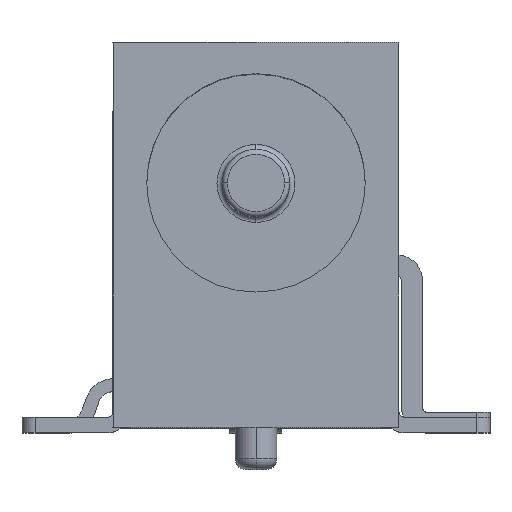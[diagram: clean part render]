
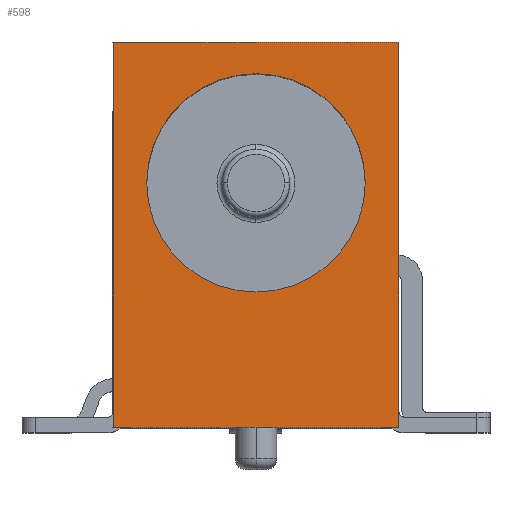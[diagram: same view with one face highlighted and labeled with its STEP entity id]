
A CAD part, top view. The second image highlights one B-rep face of the part: STEP entity #598.
In plain terms, the highlighted planar face has unit normal (0, 0, 1).
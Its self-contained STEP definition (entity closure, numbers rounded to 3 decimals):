
#598=ADVANCED_FACE('NONE',(#1195,#1196),#1197,.F.);
#1195=FACE_OUTER_BOUND('',#1831,.T.);
#1196=FACE_BOUND('',#1832,.T.);
#1197=PLANE('',#1833);
#1831=EDGE_LOOP('',(#3447,#3448,#3449,#3450));
#1832=EDGE_LOOP('',(#3451,#3452));
#1833=AXIS2_PLACEMENT_3D('',#3453,#3454,#3455);
#3447=ORIENTED_EDGE('',*,*,#4253,.T.);
#3448=ORIENTED_EDGE('',*,*,#3975,.T.);
#3449=ORIENTED_EDGE('',*,*,#4077,.T.);
#3450=ORIENTED_EDGE('',*,*,#4251,.T.);
#3451=ORIENTED_EDGE('',*,*,#4181,.F.);
#3452=ORIENTED_EDGE('',*,*,#3738,.F.);
#3453=CARTESIAN_POINT('',(-2.75,7.4,0.0));
#3454=DIRECTION('',(0.0,0.0,-1.0));
#3455=DIRECTION('',(0.0,-1.0,0.0));
#3738=EDGE_CURVE('NONE',#4484,#4486,#4487,.T.);
#3975=EDGE_CURVE('NONE',#4878,#4876,#4879,.T.);
#4077=EDGE_CURVE('NONE',#4876,#5036,#5038,.T.);
#4181=EDGE_CURVE('NONE',#4486,#4484,#5174,.T.);
#4251=EDGE_CURVE('NONE',#5036,#5260,#5262,.T.);
#4253=EDGE_CURVE('NONE',#5260,#4878,#5264,.T.);
#4484=VERTEX_POINT('NONE',#5535);
#4486=VERTEX_POINT('NONE',#5538);
#4487=CIRCLE('',#5539,2.1);
#4876=VERTEX_POINT('NONE',#6110);
#4878=VERTEX_POINT('NONE',#6113);
#4879=LINE('',#6114,#6115);
#5036=VERTEX_POINT('NONE',#6327);
#5038=LINE('',#6330,#6331);
#5174=CIRCLE('',#6515,2.1);
#5260=VERTEX_POINT('NONE',#6633);
#5262=LINE('',#6636,#6637);
#5264=LINE('',#6639,#6640);
#5535=CARTESIAN_POINT('',(-2.1,4.7,0.0));
#5538=CARTESIAN_POINT('',(2.1,4.7,0.0));
#5539=AXIS2_PLACEMENT_3D('',#6879,#6880,#6881);
#6110=CARTESIAN_POINT('',(2.75,0.0,0.0));
#6113=CARTESIAN_POINT('',(-2.75,0.0,0.0));
#6114=CARTESIAN_POINT('',(-2.75,0.0,0.0));
#6115=VECTOR('',#7167,1000.0);
#6327=CARTESIAN_POINT('',(2.75,7.4,0.0));
#6330=CARTESIAN_POINT('',(2.75,0.0,0.0));
#6331=VECTOR('',#7296,1000.0);
#6515=AXIS2_PLACEMENT_3D('',#7417,#7418,#7419);
#6633=CARTESIAN_POINT('',(-2.75,7.4,0.0));
#6636=CARTESIAN_POINT('',(-2.75,7.4,0.0));
#6637=VECTOR('',#7501,1000.0);
#6639=CARTESIAN_POINT('',(-2.75,0.0,0.0));
#6640=VECTOR('',#7502,1000.0);
#6879=CARTESIAN_POINT('',(0.0,4.7,0.0));
#6880=DIRECTION('',(0.0,0.0,1.0));
#6881=DIRECTION('',(1.0,0.0,0.0));
#7167=DIRECTION('',(1.0,0.0,0.0));
#7296=DIRECTION('',(0.,1.0,0.0));
#7417=CARTESIAN_POINT('',(0.0,4.7,0.0));
#7418=DIRECTION('',(0.0,0.0,1.0));
#7419=DIRECTION('',(1.0,0.0,0.0));
#7501=DIRECTION('',(-1.0,-0.0,-0.0));
#7502=DIRECTION('',(-0.0,-1.0,-0.0));
